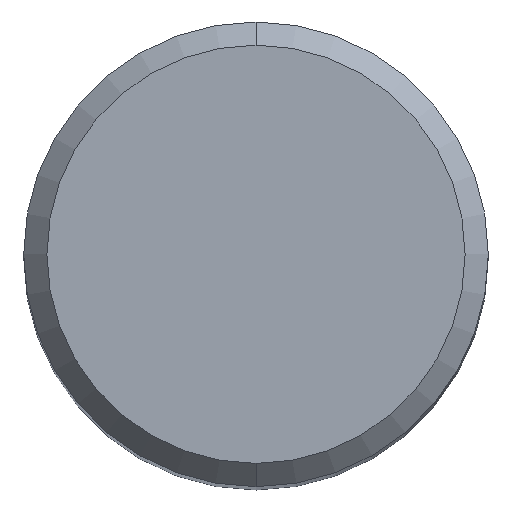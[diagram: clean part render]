
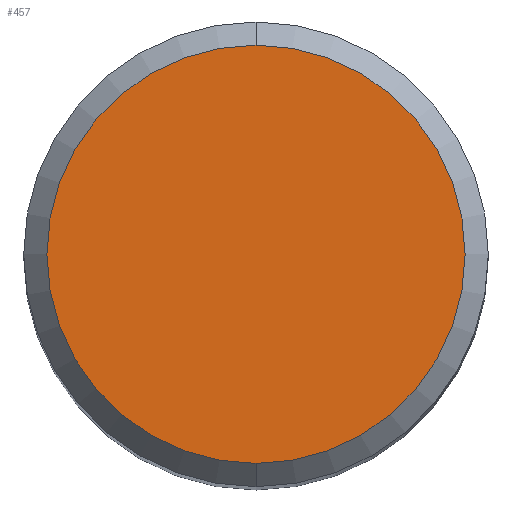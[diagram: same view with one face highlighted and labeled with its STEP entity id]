
A CAD part, top view. The second image highlights one B-rep face of the part: STEP entity #457.
In plain terms, the highlighted planar face has unit normal (0, 0, 1).
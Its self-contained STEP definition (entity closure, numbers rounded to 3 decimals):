
#233=VERTEX_POINT('',#544);
#295=EDGE_CURVE('',#233,#359,#610,.T.);
#339=EDGE_CURVE('',#359,#233,#659,.T.);
#359=VERTEX_POINT('',#681);
#457=ADVANCED_FACE('',(#791),#792,.T.);
#544=CARTESIAN_POINT('',(0.0,5.4,0.0));
#610=CIRCLE('',#1136,5.4);
#659=CIRCLE('',#1209,5.4);
#681=CARTESIAN_POINT('',(0.,-5.4,0.0));
#791=FACE_OUTER_BOUND('',#1498,.T.);
#792=PLANE('',#1499);
#1136=AXIS2_PLACEMENT_3D('',#1636,#1637,#1638);
#1209=AXIS2_PLACEMENT_3D('',#1691,#1692,#1693);
#1498=EDGE_LOOP('',(#1841,#1842));
#1499=AXIS2_PLACEMENT_3D('',#1843,#1844,#1845);
#1636=CARTESIAN_POINT('',(0.0,0.0,0.0));
#1637=DIRECTION('',(0.0,0.0,-1.0));
#1638=DIRECTION('',(0.0,1.0,0.0));
#1691=CARTESIAN_POINT('',(0.0,0.0,0.0));
#1692=DIRECTION('',(0.0,0.0,-1.0));
#1693=DIRECTION('',(0.0,1.0,0.0));
#1841=ORIENTED_EDGE('',*,*,#295,.F.);
#1842=ORIENTED_EDGE('',*,*,#339,.F.);
#1843=CARTESIAN_POINT('',(0.0,2.7,0.0));
#1844=DIRECTION('',(-0.0,0.0,1.0));
#1845=DIRECTION('',(0.0,-1.0,0.0));
